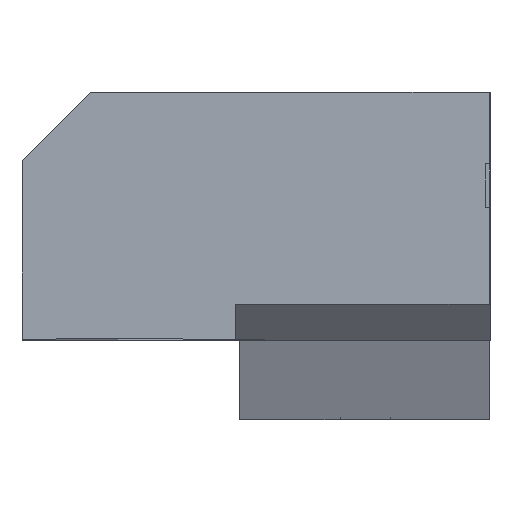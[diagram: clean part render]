
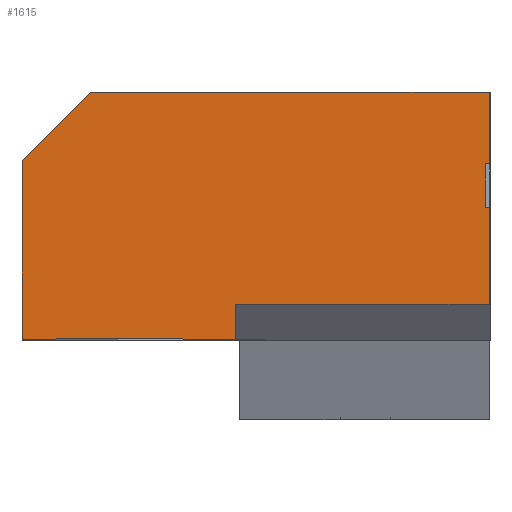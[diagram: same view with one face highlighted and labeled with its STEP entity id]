
A CAD part, top view. The second image highlights one B-rep face of the part: STEP entity #1615.
In plain terms, the highlighted planar face has unit normal (0, 0, 1).
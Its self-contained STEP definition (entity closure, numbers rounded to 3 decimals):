
#84=ORIENTED_EDGE('',*,*,#538,.F.);
#85=ORIENTED_EDGE('',*,*,#539,.T.);
#86=ORIENTED_EDGE('',*,*,#540,.F.);
#87=ORIENTED_EDGE('',*,*,#541,.T.);
#88=ORIENTED_EDGE('',*,*,#542,.T.);
#89=ORIENTED_EDGE('',*,*,#543,.T.);
#90=ORIENTED_EDGE('',*,*,#544,.T.);
#91=ORIENTED_EDGE('',*,*,#545,.T.);
#92=ORIENTED_EDGE('',*,*,#546,.F.);
#93=ORIENTED_EDGE('',*,*,#547,.T.);
#94=ORIENTED_EDGE('',*,*,#548,.T.);
#538=EDGE_CURVE('',#762,#763,#920,.T.);
#539=EDGE_CURVE('',#762,#764,#921,.T.);
#540=EDGE_CURVE('',#765,#764,#922,.T.);
#541=EDGE_CURVE('',#765,#766,#923,.T.);
#542=EDGE_CURVE('',#766,#767,#924,.T.);
#543=EDGE_CURVE('',#767,#768,#925,.T.);
#544=EDGE_CURVE('',#768,#769,#926,.T.);
#545=EDGE_CURVE('',#769,#770,#927,.T.);
#546=EDGE_CURVE('',#771,#770,#928,.T.);
#547=EDGE_CURVE('',#771,#772,#929,.T.);
#548=EDGE_CURVE('',#772,#763,#930,.T.);
#762=VERTEX_POINT('',#2321);
#763=VERTEX_POINT('',#2322);
#764=VERTEX_POINT('',#2324);
#765=VERTEX_POINT('',#2326);
#766=VERTEX_POINT('',#2328);
#767=VERTEX_POINT('',#2330);
#768=VERTEX_POINT('',#2332);
#769=VERTEX_POINT('',#2334);
#770=VERTEX_POINT('',#2336);
#771=VERTEX_POINT('',#2338);
#772=VERTEX_POINT('',#2340);
#920=LINE('',#2320,#1150);
#921=LINE('',#2323,#1151);
#922=LINE('',#2325,#1152);
#923=LINE('',#2327,#1153);
#924=LINE('',#2329,#1154);
#925=LINE('',#2331,#1155);
#926=LINE('',#2333,#1156);
#927=LINE('',#2335,#1157);
#928=LINE('',#2337,#1158);
#929=LINE('',#2339,#1159);
#930=LINE('',#2341,#1160);
#1150=VECTOR('',#1870,1000.);
#1151=VECTOR('',#1871,1000.);
#1152=VECTOR('',#1872,1000.);
#1153=VECTOR('',#1873,1000.);
#1154=VECTOR('',#1874,1000.);
#1155=VECTOR('',#1875,1000.);
#1156=VECTOR('',#1876,1000.);
#1157=VECTOR('',#1877,1000.);
#1158=VECTOR('',#1878,1000.);
#1159=VECTOR('',#1879,1000.);
#1160=VECTOR('',#1880,1000.);
#1333=EDGE_LOOP('',(#84,#85,#86,#87,#88,#89,#90,#91,#92,#93,#94));
#1433=FACE_BOUND('',#1333,.T.);
#1528=PLANE('',#1715);
#1615=ADVANCED_FACE('',(#1433),#1528,.T.);
#1715=AXIS2_PLACEMENT_3D('',#2319,#1868,#1869);
#1868=DIRECTION('',(0.,0.,1.));
#1869=DIRECTION('',(1.,0.,0.));
#1870=DIRECTION('',(1.,0.,0.));
#1871=DIRECTION('',(0.,1.,0.));
#1872=DIRECTION('',(-1.,0.,0.));
#1873=DIRECTION('',(0.,1.,0.));
#1874=DIRECTION('',(-1.,0.,0.));
#1875=DIRECTION('',(-0.707,-0.707,0.));
#1876=DIRECTION('',(0.,-1.,0.));
#1877=DIRECTION('',(1.,0.,0.));
#1878=DIRECTION('',(0.,-1.,0.));
#1879=DIRECTION('',(1.,0.,0.));
#1880=DIRECTION('',(0.,1.,0.));
#2319=CARTESIAN_POINT('',(365.407,-425.809,330.));
#2320=CARTESIAN_POINT('',(365.407,56.745,330.));
#2321=CARTESIAN_POINT('',(925.407,56.745,330.));
#2322=CARTESIAN_POINT('',(933.407,56.745,330.));
#2323=CARTESIAN_POINT('',(925.407,-425.809,330.));
#2324=CARTESIAN_POINT('',(925.407,156.745,330.));
#2325=CARTESIAN_POINT('',(365.407,156.745,330.));
#2326=CARTESIAN_POINT('',(933.407,156.745,330.));
#2327=CARTESIAN_POINT('',(933.407,-425.809,330.));
#2328=CARTESIAN_POINT('',(933.407,319.191,330.));
#2329=CARTESIAN_POINT('',(935.407,319.191,330.));
#2330=CARTESIAN_POINT('',(25.407,319.191,330.));
#2331=CARTESIAN_POINT('',(-130.593,163.191,330.));
#2332=CARTESIAN_POINT('',(-130.593,163.191,330.));
#2333=CARTESIAN_POINT('',(-130.593,-245.809,330.));
#2334=CARTESIAN_POINT('',(-130.593,-242.809,330.));
#2335=CARTESIAN_POINT('',(365.407,-242.809,330.));
#2336=CARTESIAN_POINT('',(355.407,-242.809,330.));
#2337=CARTESIAN_POINT('',(355.407,-163.653,330.));
#2338=CARTESIAN_POINT('',(355.407,-163.653,330.));
#2339=CARTESIAN_POINT('',(355.407,-163.653,330.));
#2340=CARTESIAN_POINT('',(933.407,-163.653,330.));
#2341=CARTESIAN_POINT('',(933.407,-425.809,330.));
